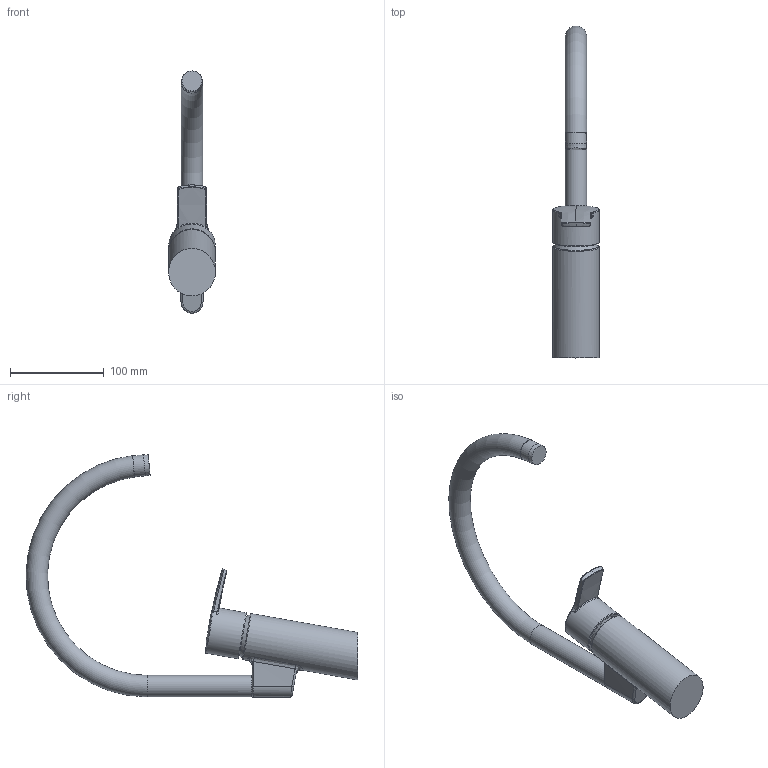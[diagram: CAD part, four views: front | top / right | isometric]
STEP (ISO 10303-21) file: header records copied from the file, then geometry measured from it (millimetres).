
FILE_DESCRIPTION (( 'STEP AP203' ), '1' );
FILE_NAME ('2838F+64712203.STEP', '2017-03-09T05:49:08', ( '' ), ( '' ), 'SwSTEP 2.0', 'SolidWorks 2016', '' );
FILE_SCHEMA (( 'CONFIG_CONTROL_DESIGN' ));
Length unit declared in the file: millimetre
Products named in the file (1): 2838F+64712203
Bounding box: 50 x 354.87 x 259.07 mm (x, y, z)
Volume: 562793.4 mm3; surface area: 72453.9 mm2
Topology: 1 solids, 1 shells, 69 faces, 161 edges, 102 vertices
Faces by surface type: bspline 43, plane 8, cylinder 8, torus 7, cone 2, sphere 1
Full cylindrical faces by diameter (mm): 17.165 x1, 20.35 x1, 22.471 x1, 23 x1, 50 x1
Entity records: 6248 total; most frequent: CARTESIAN_POINT 5057, ORIENTED_EDGE 284, EDGE_CURVE 142, DIRECTION 120, VERTEX_POINT 96, EDGE_LOOP 90, B_SPLINE_CURVE_WITH_KNOTS 85, FACE_OUTER_BOUND 79
